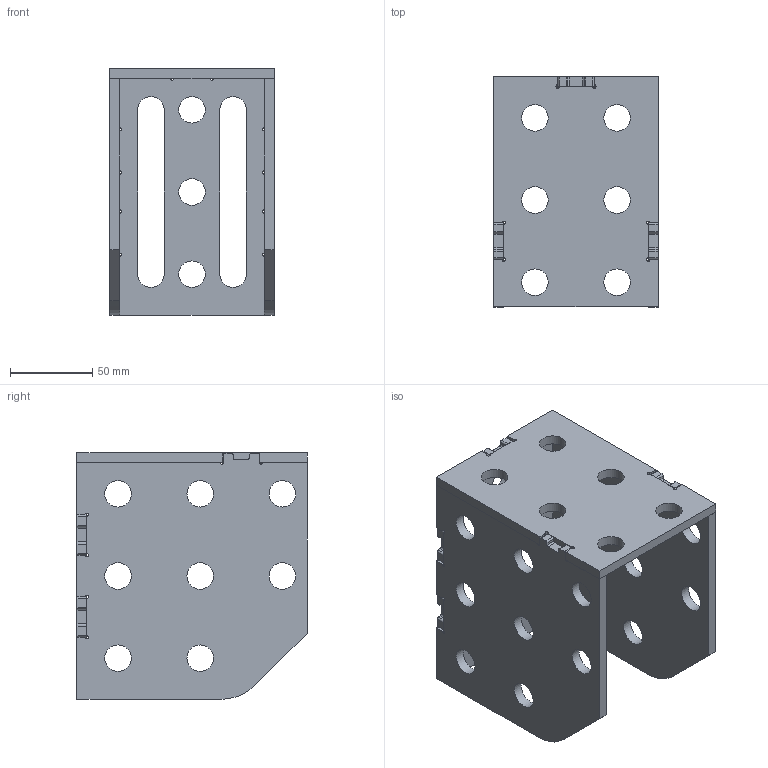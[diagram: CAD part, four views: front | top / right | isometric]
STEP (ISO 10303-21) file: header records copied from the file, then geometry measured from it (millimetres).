
FILE_DESCRIPTION(/* description */ (''),/* implementation_level */ '2;1');
FILE_NAME(/* name */ 'HE-03 Off Cut.step',/* time_stamp */ '2024-05-09T15:53:32+01:00',/* author */ (''),/* organization */ (''),/* preprocessor_version */ 'ST-DEVELOPER v20',/* originating_system */ 'Autodesk Translation Framework v12.20.1.177',/* authorisation */ '');
FILE_SCHEMA (('AUTOMOTIVE_DESIGN { 1 0 10303 214 3 1 1 }'));
Length unit declared in the file: millimetre
Products named in the file (6): HE-03 Off Cut; 1000x100x50 - U Support - Front Plate - 1no.; 1000x100x50 - U Support - Side Frame; 1000x100x50 - U Support - Bottom Top Plates v2 - 1no.; Part4^U Support - 1000mm x 100mm x 50mm; 1000x100x50 - U Support - Bottom Top Plates - 2no.
Assembly tree (9 placements, depth 2):
  HE-03 Off Cut
    1000x100x50 - U Support - Front Plate - 1no.
    1000x100x50 - U Support - Side Frame  x2
    1000x100x50 - U Support - Bottom Top Plates v2 - 1no.
    Part4^U Support - 1000mm x 100mm x 50mm  x4
    1000x100x50 - U Support - Bottom Top Plates - 2no.
Bounding box: 100 x 140 x 150 mm (x, y, z)
Volume: 337016.4 mm3; surface area: 136545.5 mm2
Topology: 4 solids, 4 shells, 257 faces, 747 edges, 498 vertices
Faces by surface type: cylinder 143, plane 114
Full cylindrical faces by diameter (mm): 16.16 x25
Entity records: 7083 total; most frequent: DIRECTION 1251, CARTESIAN_POINT 1203, ORIENTED_EDGE 1182, EDGE_CURVE 591, AXIS2_PLACEMENT_3D 442, VERTEX_POINT 394, LINE 367, VECTOR 367
